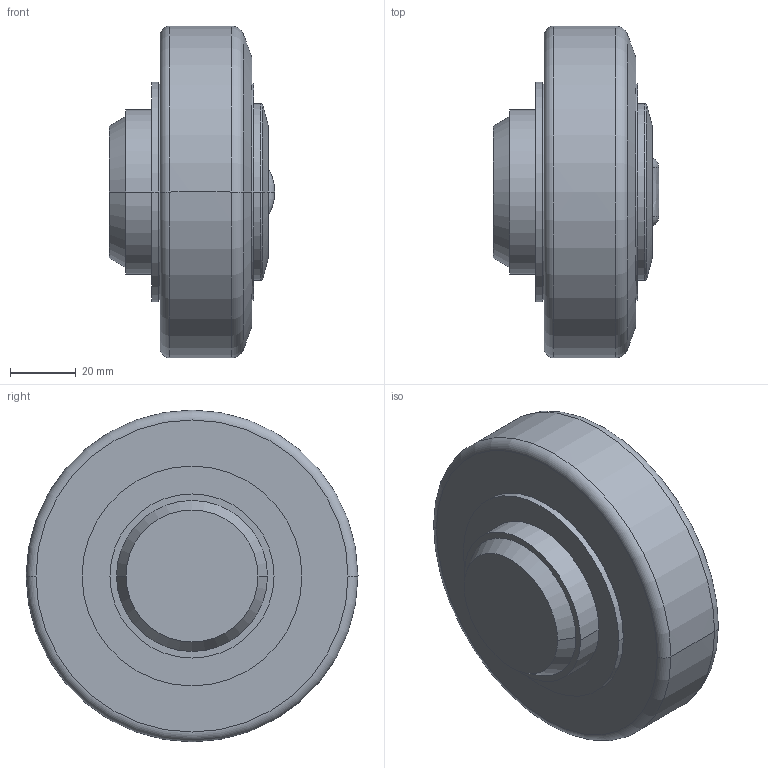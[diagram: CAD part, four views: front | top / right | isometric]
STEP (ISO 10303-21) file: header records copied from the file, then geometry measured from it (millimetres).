
FILE_DESCRIPTION(('STEP AP203'),'1');
FILE_NAME('4_077.stp','2025-10-31T10:47:19',('TraceParts'),('TraceParts S.A.S.'),'Spatial InterOp 3D',' ',' ');
FILE_SCHEMA(('CONFIG_CONTROL_DESIGN'));
Length unit declared in the file: millimetre
Products named in the file (1): 1
Bounding box: 50.5 x 101.19 x 101.19 mm (x, y, z)
Volume: 261547.6 mm3; surface area: 26964.3 mm2
Topology: 1 solids, 1 shells, 51 faces, 114 edges, 72 vertices
Faces by surface type: plane 16, cylinder 14, torus 12, cone 6, bspline 3
Entity records: 1597 total; most frequent: CARTESIAN_POINT 383, DIRECTION 270, ORIENTED_EDGE 228, AXIS2_PLACEMENT_3D 117, EDGE_CURVE 114, VERTEX_POINT 72, CIRCLE 68, EDGE_LOOP 58
